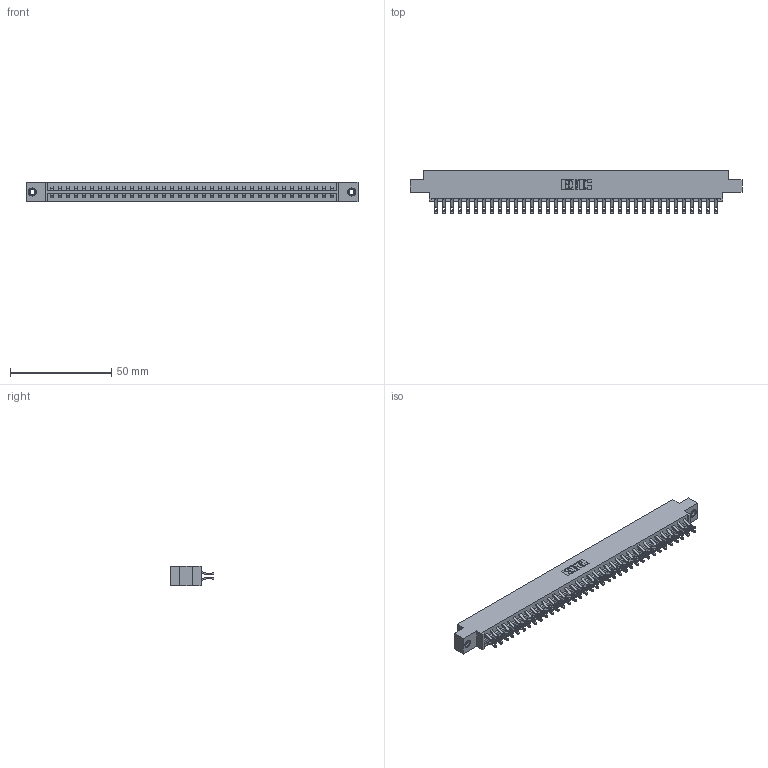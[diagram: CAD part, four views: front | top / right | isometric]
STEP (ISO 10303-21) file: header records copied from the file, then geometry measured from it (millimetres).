
FILE_DESCRIPTION (( 'STEP AP203' ), '1' );
FILE_NAME ('333-072-555-807.STEP', '2018-08-04T21:05:35', ( '' ), ( '' ), 'SwSTEP 2.0', 'SolidWorks 2016', '' );
FILE_SCHEMA (( 'CONFIG_CONTROL_DESIGN' ));
Length unit declared in the file: inch
Products named in the file (4): 333 Part_Offset - .156 Dia - TI; 345-292-001_555 Tail; 345-250-001_345-250-005-103; 333-072-555-807
Assembly tree (75 placements, depth 2):
  333-072-555-807
    333 Part_Offset - .156 Dia - TI
    345-292-001_555 Tail  x72
    345-250-001_345-250-005-103  x2
Bounding box: 164.19 x 21.47 x 9.4 mm (x, y, z)
Volume: 16673.8 mm3; surface area: 20684.1 mm2
Topology: 75 solids, 75 shells, 4354 faces, 13635 edges, 9082 vertices
Faces by surface type: plane 2554, cylinder 1784, cone 12, torus 4
Entity records: 25580 total; most frequent: CARTESIAN_POINT 4267, ORIENTED_EDGE 4166, DIRECTION 3657, EDGE_CURVE 2083, VECTOR 1915, LINE 1915, VERTEX_POINT 1384, AXIS2_PLACEMENT_3D 871
